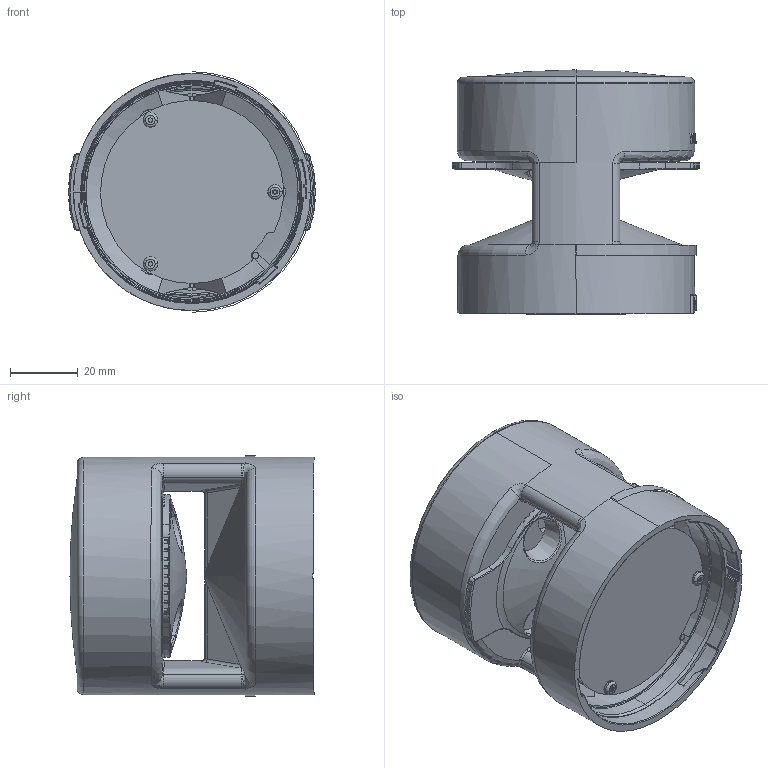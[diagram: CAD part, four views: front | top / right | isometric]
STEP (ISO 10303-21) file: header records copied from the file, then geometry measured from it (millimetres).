
FILE_DESCRIPTION((''),'2;1');
FILE_NAME('180992_ASM','2014-09-05T',('pdmadmin'),(''),'PRO/ENGINEER BY PARAMETRIC TECHNOLOGY CORPORATION, 2013230','PRO/ENGINEER BY PARAMETRIC TECHNOLOGY CORPORATION, 2013230','');
FILE_SCHEMA(('CONFIG_CONTROL_DESIGN'));
Products named in the file (6): 180306; 180307; 180308; 178426; 140249; 180992_ASM
Assembly tree (7 placements, depth 2):
  180992_ASM
    180306
    180307
    180308
    178426
    140249  x3
Bounding box: 73 x 72.02 x 71 mm (x, y, z)
Volume: 75937.6 mm3; surface area: 61258.9 mm2
Topology: 7 solids, 11 shells, 1355 faces, 4307 edges, 2898 vertices
Faces by surface type: cylinder 507, bspline 427, plane 233, cone 75, torus 65, sphere 22, extrusion 22, revolution 4
Entity records: 51401 total; most frequent: CARTESIAN_POINT 27974, ORIENTED_EDGE 5391, DIRECTION 3863, EDGE_CURVE 2913, VERTEX_POINT 1898, AXIS2_PLACEMENT_3D 1540, B_SPLINE_CURVE_WITH_KNOTS 1367, EDGE_LOOP 1063
